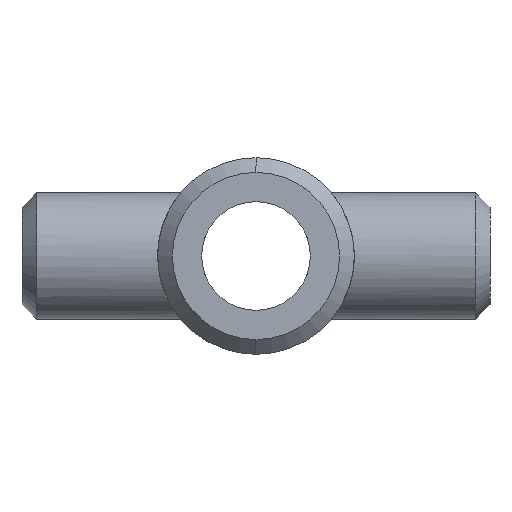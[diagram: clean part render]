
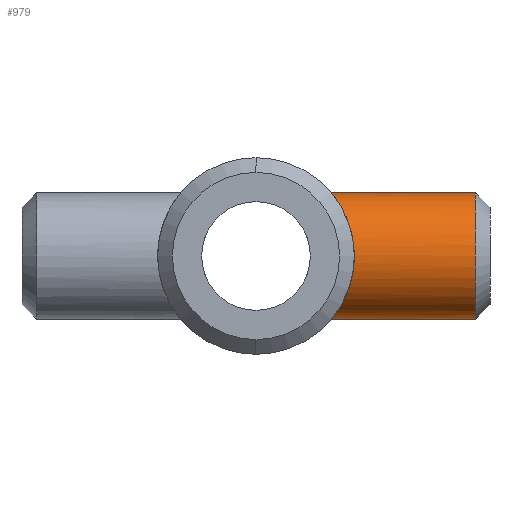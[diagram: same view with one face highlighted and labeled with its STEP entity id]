
A CAD part, left-side view. The second image highlights one B-rep face of the part: STEP entity #979.
In plain terms, the highlighted cylindrical face has radius 6.858 mm (diameter 13.716 mm), a partial arc.
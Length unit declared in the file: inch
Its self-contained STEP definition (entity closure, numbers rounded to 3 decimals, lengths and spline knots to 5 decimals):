
#33 = LINE ( 'NONE', #883, #967 ) ;
#36 = CARTESIAN_POINT ( 'NONE',  ( -0.01828, -0.32171, 0.27 ) ) ;
#51 = CARTESIAN_POINT ( 'NONE',  ( -0.25543, -0.41075, 0.08931 ) ) ;
#64 = CARTESIAN_POINT ( 'NONE',  ( 0., -0.93733, 0. ) ) ;
#116 = CARTESIAN_POINT ( 'NONE',  ( -0.26638, -0.41768, -0.04497 ) ) ;
#120 = CARTESIAN_POINT ( 'NONE',  ( -0.26094, -0.41422, -0.0717 ) ) ;
#126 = CARTESIAN_POINT ( 'NONE',  ( 0., -0.93733, -0.27 ) ) ;
#131 = CARTESIAN_POINT ( 'NONE',  ( -0.23293, -0.39717, -0.13682 ) ) ;
#134 = ORIENTED_EDGE ( 'NONE', *, *, #640, .T. ) ;
#187 = CARTESIAN_POINT ( 'NONE',  ( -0.20265, -0.38008, 0.17925 ) ) ;
#192 = CARTESIAN_POINT ( 'NONE',  ( -0.26776, -0.41856, -0.03589 ) ) ;
#196 = CARTESIAN_POINT ( 'NONE',  ( -0.24106, -0.402, 0.12192 ) ) ;
#224 = CARTESIAN_POINT ( 'NONE',  ( -0.21349, -0.38608, -0.16551 ) ) ;
#237 = VERTEX_POINT ( 'NONE', #282 ) ;
#260 = FACE_OUTER_BOUND ( 'NONE', #941, .T. ) ;
#263 = CARTESIAN_POINT ( 'NONE',  ( -0.26952, -0.41969, 0.01846 ) ) ;
#274 = CARTESIAN_POINT ( 'NONE',  ( 0., -1., -0.27 ) ) ;
#282 = CARTESIAN_POINT ( 'NONE',  ( 0., -0.32171, -0.27 ) ) ;
#300 = CARTESIAN_POINT ( 'NONE',  ( -0.0366, -0.32331, -0.26812 ) ) ;
#316 = EDGE_CURVE ( 'NONE', #583, #973, #551, .T. ) ;
#336 = CARTESIAN_POINT ( 'NONE',  ( -0.26077, -0.41412, 0.07228 ) ) ;
#350 = CARTESIAN_POINT ( 'NONE',  ( -0.26766, -0.4185, 0.03666 ) ) ;
#354 = CARTESIAN_POINT ( 'NONE',  ( 0., -0.32171, -0.27 ) ) ;
#407 = CARTESIAN_POINT ( 'NONE',  ( -0.27001, -0.42001, -0.00875 ) ) ;
#411 = CARTESIAN_POINT ( 'NONE',  ( -0.09683, -0.33588, 0.25219 ) ) ;
#416 = CARTESIAN_POINT ( 'NONE',  ( -0.24523, -0.40451, -0.11332 ) ) ;
#422 = CARTESIAN_POINT ( 'NONE',  ( -0.16497, -0.36131, 0.21443 ) ) ;
#436 = DIRECTION ( 'NONE',  ( 0., 0., -1. ) ) ;
#439 = EDGE_CURVE ( 'NONE', #973, #503, #33, .T. ) ;
#477 = DIRECTION ( 'NONE',  ( 0., 0., -1. ) ) ;
#484 = CYLINDRICAL_SURFACE ( 'NONE', #643, 0.27 ) ;
#491 = AXIS2_PLACEMENT_3D ( 'NONE', #64, #1007, #436 ) ;
#492 = CARTESIAN_POINT ( 'NONE',  ( -0.22814, -0.39438, 0.14466 ) ) ;
#497 = CARTESIAN_POINT ( 'NONE',  ( -0.25561, -0.41086, -0.08876 ) ) ;
#500 = CARTESIAN_POINT ( 'NONE',  ( -0.26625, -0.4176, 0.04573 ) ) ;
#503 = VERTEX_POINT ( 'NONE', #544 ) ;
#506 = CARTESIAN_POINT ( 'NONE',  ( -0.13647, -0.34923, 0.2336 ) ) ;
#531 = CARTESIAN_POINT ( 'NONE',  ( -0.20248, -0.3801, -0.17882 ) ) ;
#534 = CARTESIAN_POINT ( 'NONE',  ( -0.17835, -0.3677, -0.20343 ) ) ;
#544 = CARTESIAN_POINT ( 'NONE',  ( 0., -0.32171, 0.27 ) ) ;
#551 = CIRCLE ( 'NONE', #491, 0.27 ) ;
#558 = B_SPLINE_CURVE_WITH_KNOTS ( 'NONE', 3,
 ( #567, #36, #661, #649, #577, #815, #411, #900, #506, #422, #886, #187, #743, #492, #897, #196, #809, #51, #336, #500, #350, #263, #833, #407, #820, #192, #116, #120, #497, #416, #665, #131, #929, #669, #224, #531, #591, #534, #921, #855, #847, #764, #760, #300, #600, #354 ),
 .UNSPECIFIED., .F., .F.,
 ( 4, 2, 2, 2, 2, 2, 2, 2, 2, 2, 2, 2, 2, 2, 2, 2, 2, 2, 2, 2, 2, 2, 4 ),
 ( 0.02209, 0.02347, 0.02415, 0.02484, 0.02622, 0.0276, 0.02897, 0.02966, 0.03035, 0.03173, 0.03241, 0.0331, 0.03379, 0.03448, 0.03585, 0.03654, 0.03723, 0.03792, 0.03861, 0.03998, 0.04136, 0.04274, 0.04411 ),
 .UNSPECIFIED. ) ;
#567 = CARTESIAN_POINT ( 'NONE',  ( 0., -0.32171, 0.27 ) ) ;
#577 = CARTESIAN_POINT ( 'NONE',  ( -0.07157, -0.32948, 0.26049 ) ) ;
#583 = VERTEX_POINT ( 'NONE', #126 ) ;
#591 = CARTESIAN_POINT ( 'NONE',  ( -0.19663, -0.37701, -0.18523 ) ) ;
#600 = CARTESIAN_POINT ( 'NONE',  ( -0.01839, -0.32171, -0.27 ) ) ;
#602 = VECTOR ( 'NONE', #904, 39.37008 ) ;
#606 = EDGE_CURVE ( 'NONE', #583, #237, #893, .T. ) ;
#609 = ORIENTED_EDGE ( 'NONE', *, *, #606, .F. ) ;
#617 = DIRECTION ( 'NONE',  ( 0., 1., 0. ) ) ;
#640 = EDGE_CURVE ( 'NONE', #503, #237, #558, .T. ) ;
#643 = AXIS2_PLACEMENT_3D ( 'NONE', #650, #646, #477 ) ;
#646 = DIRECTION ( 'NONE',  ( 0., 1., 0. ) ) ;
#649 = CARTESIAN_POINT ( 'NONE',  ( -0.0628, -0.32767, 0.26275 ) ) ;
#650 = CARTESIAN_POINT ( 'NONE',  ( 0., -1., 0. ) ) ;
#661 = CARTESIAN_POINT ( 'NONE',  ( -0.03626, -0.32328, 0.26816 ) ) ;
#664 = ORIENTED_EDGE ( 'NONE', *, *, #439, .T. ) ;
#665 = CARTESIAN_POINT ( 'NONE',  ( -0.24135, -0.40216, -0.12137 ) ) ;
#669 = CARTESIAN_POINT ( 'NONE',  ( -0.21868, -0.38898, -0.15861 ) ) ;
#743 = CARTESIAN_POINT ( 'NONE',  ( -0.21361, -0.38609, 0.16603 ) ) ;
#760 = CARTESIAN_POINT ( 'NONE',  ( -0.0722, -0.32925, -0.2608 ) ) ;
#764 = CARTESIAN_POINT ( 'NONE',  ( -0.08907, -0.33346, -0.25549 ) ) ;
#809 = CARTESIAN_POINT ( 'NONE',  ( -0.24495, -0.40434, 0.11392 ) ) ;
#815 = CARTESIAN_POINT ( 'NONE',  ( -0.08855, -0.33358, 0.25522 ) ) ;
#820 = CARTESIAN_POINT ( 'NONE',  ( -0.26957, -0.41972, -0.01781 ) ) ;
#833 = CARTESIAN_POINT ( 'NONE',  ( -0.26999, -0.41999, 0.00938 ) ) ;
#847 = CARTESIAN_POINT ( 'NONE',  ( -0.12129, -0.34348, -0.24186 ) ) ;
#855 = CARTESIAN_POINT ( 'NONE',  ( -0.13674, -0.34933, -0.23345 ) ) ;
#871 = CARTESIAN_POINT ( 'NONE',  ( 0., -0.93733, 0.27 ) ) ;
#883 = CARTESIAN_POINT ( 'NONE',  ( 0., -1., 0.27 ) ) ;
#886 = CARTESIAN_POINT ( 'NONE',  ( -0.17818, -0.36761, 0.2036 ) ) ;
#893 = LINE ( 'NONE', #274, #602 ) ;
#897 = CARTESIAN_POINT ( 'NONE',  ( -0.23267, -0.39702, 0.13727 ) ) ;
#900 = CARTESIAN_POINT ( 'NONE',  ( -0.12105, -0.34339, 0.24198 ) ) ;
#904 = DIRECTION ( 'NONE',  ( 0., 1., 0. ) ) ;
#921 = CARTESIAN_POINT ( 'NONE',  ( -0.16519, -0.36142, -0.21426 ) ) ;
#929 = CARTESIAN_POINT ( 'NONE',  ( -0.2284, -0.39452, -0.14426 ) ) ;
#941 = EDGE_LOOP ( 'NONE', ( #995, #664, #134, #609 ) ) ;
#967 = VECTOR ( 'NONE', #617, 39.37008 ) ;
#973 = VERTEX_POINT ( 'NONE', #871 ) ;
#979 = ADVANCED_FACE ( 'NONE', ( #260 ), #484, .T. ) ;
#995 = ORIENTED_EDGE ( 'NONE', *, *, #316, .T. ) ;
#1007 = DIRECTION ( 'NONE',  ( 0., 1., 0. ) ) ;
